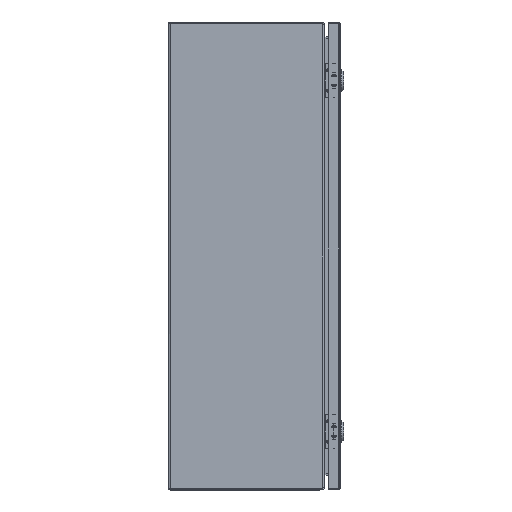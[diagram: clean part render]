
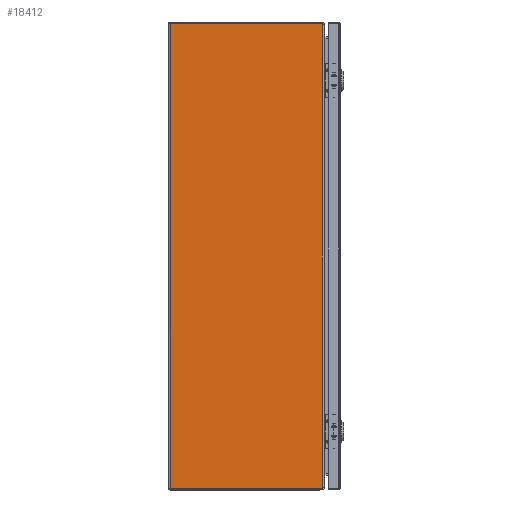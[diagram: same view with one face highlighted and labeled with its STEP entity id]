
A CAD part, left-side view. The second image highlights one B-rep face of the part: STEP entity #18412.
In plain terms, the highlighted planar face has unit normal (-1, 0, 0).
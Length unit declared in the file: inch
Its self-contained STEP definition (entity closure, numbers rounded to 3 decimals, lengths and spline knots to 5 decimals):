
#235 = LINE ( 'NONE', #2614, #25781 ) ;
#407 = ORIENTED_EDGE ( 'NONE', *, *, #13375, .F. ) ;
#799 = ORIENTED_EDGE ( 'NONE', *, *, #22504, .F. ) ;
#1888 = AXIS2_PLACEMENT_3D ( 'NONE', #11764, #7623, #19605 ) ;
#2614 = CARTESIAN_POINT ( 'NONE',  ( -12., -0.108, -11.892 ) ) ;
#3674 = VERTEX_POINT ( 'NONE', #11845 ) ;
#3775 = ORIENTED_EDGE ( 'NONE', *, *, #17999, .F. ) ;
#4319 = VECTOR ( 'NONE', #13189, 39.37008 ) ;
#4968 = CARTESIAN_POINT ( 'NONE',  ( -12., -7.76322, -11.54553 ) ) ;
#5083 = CARTESIAN_POINT ( 'NONE',  ( -12., -0.072, -11.92789 ) ) ;
#5488 = DIRECTION ( 'NONE',  ( 0., 0., -1. ) ) ;
#7244 = CARTESIAN_POINT ( 'NONE',  ( -12., -7.76322, 11.92789 ) ) ;
#7352 = EDGE_LOOP ( 'NONE', ( #799, #15099, #10830, #3775, #10337, #407 ) ) ;
#7439 = CARTESIAN_POINT ( 'NONE',  ( -12., -0.072, 83.298 ) ) ;
#7623 = DIRECTION ( 'NONE',  ( 1., 0., 0. ) ) ;
#7690 = DIRECTION ( 'NONE',  ( 0., -1., 0. ) ) ;
#7905 = CARTESIAN_POINT ( 'NONE',  ( -12., -7.76322, -11.92789 ) ) ;
#8367 = EDGE_CURVE ( 'NONE', #17891, #20161, #235, .T. ) ;
#8893 = VERTEX_POINT ( 'NONE', #25627 ) ;
#9423 = CARTESIAN_POINT ( 'NONE',  ( -12., -0.072, 11.92789 ) ) ;
#9867 = VECTOR ( 'NONE', #7690, 39.37008 ) ;
#9960 = PLANE ( 'NONE',  #23039 ) ;
#10337 = ORIENTED_EDGE ( 'NONE', *, *, #25863, .F. ) ;
#10613 = CARTESIAN_POINT ( 'NONE',  ( -12., -0.108, 11.92789 ) ) ;
#10830 = ORIENTED_EDGE ( 'NONE', *, *, #8367, .F. ) ;
#11764 = CARTESIAN_POINT ( 'NONE',  ( -12., -7.76322, 11.54553 ) ) ;
#11845 = CARTESIAN_POINT ( 'NONE',  ( -12., -7.892, 11.90555 ) ) ;
#11957 = FACE_OUTER_BOUND ( 'NONE', #7352, .T. ) ;
#12682 = DIRECTION ( 'NONE',  ( 1., 0., 0. ) ) ;
#13189 = DIRECTION ( 'NONE',  ( 0., 1., 0. ) ) ;
#13375 = EDGE_CURVE ( 'NONE', #3674, #8893, #15462, .T. ) ;
#14801 = DIRECTION ( 'NONE',  ( 0., 1., 0. ) ) ;
#15099 = ORIENTED_EDGE ( 'NONE', *, *, #18761, .F. ) ;
#15462 = LINE ( 'NONE', #18014, #24642 ) ;
#17678 = DIRECTION ( 'NONE',  ( 1., 0., 0. ) ) ;
#17891 = VERTEX_POINT ( 'NONE', #26196 ) ;
#17999 = EDGE_CURVE ( 'NONE', #19777, #17891, #23209, .T. ) ;
#18014 = CARTESIAN_POINT ( 'NONE',  ( -12., -7.892, 83.298 ) ) ;
#18412 = ADVANCED_FACE ( 'NONE', ( #11957 ), #9960, .F. ) ;
#18761 = EDGE_CURVE ( 'NONE', #20161, #23867, #19415, .T. ) ;
#19415 = LINE ( 'NONE', #9423, #9867 ) ;
#19605 = DIRECTION ( 'NONE',  ( 0., 1., 0. ) ) ;
#19777 = VERTEX_POINT ( 'NONE', #7905 ) ;
#20161 = VERTEX_POINT ( 'NONE', #10613 ) ;
#20461 = DIRECTION ( 'NONE',  ( 0., 0., 1. ) ) ;
#20643 = CIRCLE ( 'NONE', #24045, 0.38236 ) ;
#21034 = CIRCLE ( 'NONE', #1888, 0.38236 ) ;
#22504 = EDGE_CURVE ( 'NONE', #23867, #3674, #21034, .T. ) ;
#23039 = AXIS2_PLACEMENT_3D ( 'NONE', #7439, #17678, #26097 ) ;
#23209 = LINE ( 'NONE', #5083, #4319 ) ;
#23867 = VERTEX_POINT ( 'NONE', #7244 ) ;
#24045 = AXIS2_PLACEMENT_3D ( 'NONE', #4968, #12682, #14801 ) ;
#24642 = VECTOR ( 'NONE', #5488, 39.37008 ) ;
#25627 = CARTESIAN_POINT ( 'NONE',  ( -12., -7.892, -11.90555 ) ) ;
#25781 = VECTOR ( 'NONE', #20461, 39.37008 ) ;
#25863 = EDGE_CURVE ( 'NONE', #8893, #19777, #20643, .T. ) ;
#26097 = DIRECTION ( 'NONE',  ( 0., 1., 0. ) ) ;
#26196 = CARTESIAN_POINT ( 'NONE',  ( -12., -0.108, -11.92789 ) ) ;
